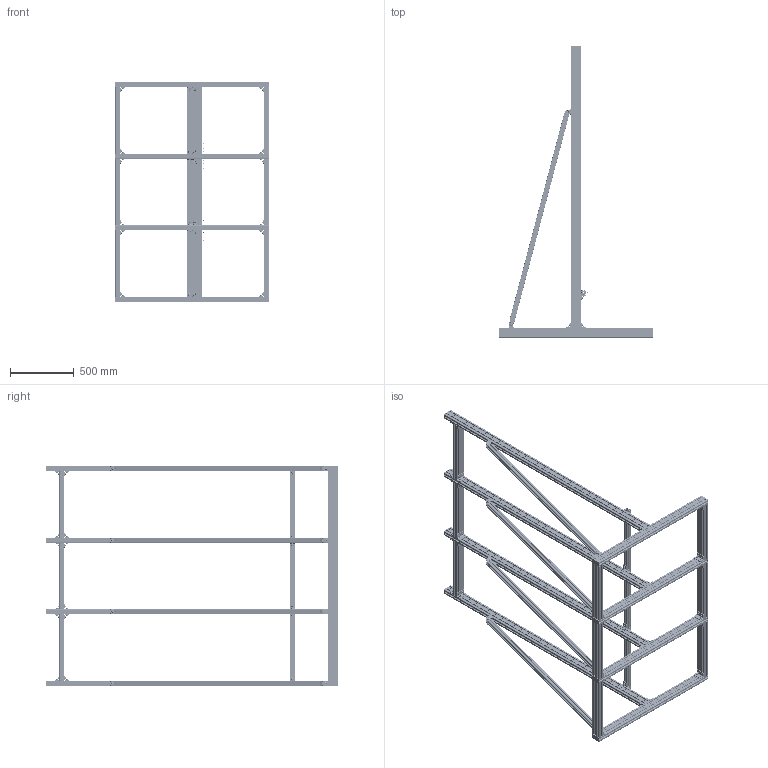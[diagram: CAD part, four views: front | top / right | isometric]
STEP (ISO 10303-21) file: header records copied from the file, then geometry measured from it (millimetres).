
FILE_DESCRIPTION (( 'STEP AP203' ), '1' );
FILE_NAME ('栺鍣罻.STEP', '2026-04-07T10:32:57', ( '' ), ( '' ), 'SwSTEP 2.0', 'SolidWorks 2021', '' );
FILE_SCHEMA (( 'CONFIG_CONTROL_DESIGN' ));
Length unit declared in the file: millimetre
Products named in the file (30): 栖闉罻3_1; Çåðêàëüíî îòðàçèòüAL-L4040.40; Çåðêàëüíî îòðàçèòüAL-2D09.A41A.01 Ãàéêà Ò-îáðàçíàÿ ïàç 10, Ì8; Êîïèÿ Äåòàëü1^Êîïèÿ Êîïèÿ AL-345.1300A.01-Øàðíèðíîå ñîåäèíåíèå 40õ40_Ñáîðêà2-1_-02; AL-2A11.A41A.01; Êîïèÿ Êîïèÿ AL-345.1300A.01-Øàðíèðíîå ñîåäèíåíèå 40õ40^Ñáîðêà2-1_-02; socket countersunk head screw_din_DIN 7991 - M5 x 10 --- 4.8N; 栺鍣罻; 40õ80 Ïðîôèëü_00; AL-PS-4040 Àëþìèíèåâûé êîíñòðóêöèîííûé ïðîôèëü 40õ40; Êîïèÿ Êîïèÿ AL-345.1300A.01-Øàðíèðíîå ñîåäèíåíèå 40õ40^Ñáîðêà2-1_-01; 40õ80 Ïðîôèëü_01; AL-2A01.C44A.01 ÑÁ (ñ ïðîôèëåì)_1; AL-375.0400A.01 Çàãëóøêà òîðöåâàÿ 40õ80; Çåðêàëüíî îòðàçèòüÑáîðêà232; Êîïèÿ Äåòàëü1^Êîïèÿ Êîïèÿ AL-345.1300A.01-Øàðíèðíîå ñîåäèíåíèå 40õ40_Ñáîðêà2-1_-01; Çåðêàëüíî îòðàçèòüÑáîðêà231; AL-2D09.A41A.01 Ãàéêà Ò-îáðàçíàÿ ïàç 10, Ì8_1; socket button head screw_iso_ISO 7380 - M8 x 12 - 12N; AL-L4040.40; AL-2D09.A41A.01 Ãàéêà Ò-îáðàçíàÿ ïàç 10, Ì8; 栖闉罻23; socket countersunk head screw_din_DIN 7991 - M5 x 10 --- 4.8N_1; Çåðêàëüíî îòðàçèòüÑáîðêà23; AL-L4080.40 40õ80L, 40 ñåðèÿ_1; AL-PS-4040 Àëþìèíèåâûé êîíñòðóêöèîííûé ïðîôèëü 40õ40_02; socket head cap screw fine_din_DIN 912 M8x1 x 16 --- 16N; AL-PS-4040 Àëþìèíèåâûé êîíñòðóêöèîííûé ïðîôèëü 40õ40_-3; 40õ80 Ïðîôèëü_-520; socket head cap screw_din_DIN 912 M8 x 16 --- 16N
Assembly tree (142 placements, depth 3):
  栺鍣罻
    40õ80 Ïðîôèëü_00  x4
    40õ80 Ïðîôèëü_01  x4
    AL-PS-4040 Àëþìèíèåâûé êîíñòðóêöèîííûé ïðîôèëü 40õ40_02
    栖闉罻23  x9
      AL-2D09.A41A.01 Ãàéêà Ò-îáðàçíàÿ ïàç 10, Ì8
      socket head cap screw fine_din_DIN 912 M8x1 x 16 --- 16N
      AL-L4040.40
    Êîïèÿ Êîïèÿ AL-345.1300A.01-Øàðíèðíîå ñîåäèíåíèå 40õ40^Ñáîðêà2-1_-02  x4
      Êîïèÿ Äåòàëü1^Êîïèÿ Êîïèÿ AL-345.1300A.01-Øàðíèðíîå ñîåäèíåíèå 40õ40_Ñáîðêà2-1_-02
      socket countersunk head screw_din_DIN 7991 - M5 x 10 --- 4.8N
    AL-PS-4040 Àëþìèíèåâûé êîíñòðóêöèîííûé ïðîôèëü 40õ40  x4
    Êîïèÿ Êîïèÿ AL-345.1300A.01-Øàðíèðíîå ñîåäèíåíèå 40õ40^Ñáîðêà2-1_-01  x4
      Êîïèÿ Äåòàëü1^Êîïèÿ Êîïèÿ AL-345.1300A.01-Øàðíèðíîå ñîåäèíåíèå 40õ40_Ñáîðêà2-1_-01
      socket countersunk head screw_din_DIN 7991 - M5 x 10 --- 4.8N_1
    AL-375.0400A.01 Çàãëóøêà òîðöåâàÿ 40õ80  x12
    socket button head screw_iso_ISO 7380 - M8 x 12 - 12N  x8
    AL-2A11.A41A.01  x8
    Çåðêàëüíî îòðàçèòüÑáîðêà23  x3
      Çåðêàëüíî îòðàçèòüAL-2D09.A41A.01 Ãàéêà Ò-îáðàçíàÿ ïàç 10, Ì8
      socket head cap screw fine_din_DIN 912 M8x1 x 16 --- 16N
      Çåðêàëüíî îòðàçèòüAL-L4040.40
    Çåðêàëüíî îòðàçèòüÑáîðêà231  x3
      Çåðêàëüíî îòðàçèòüAL-2D09.A41A.01 Ãàéêà Ò-îáðàçíàÿ ïàç 10, Ì8
      socket head cap screw fine_din_DIN 912 M8x1 x 16 --- 16N
      Çåðêàëüíî îòðàçèòüAL-L4040.40
    Çåðêàëüíî îòðàçèòüÑáîðêà232  x3
      Çåðêàëüíî îòðàçèòüAL-2D09.A41A.01 Ãàéêà Ò-îáðàçíàÿ ïàç 10, Ì8
      socket head cap screw fine_din_DIN 912 M8x1 x 16 --- 16N
      Çåðêàëüíî îòðàçèòüAL-L4040.40
    AL-PS-4040 Àëþìèíèåâûé êîíñòðóêöèîííûé ïðîôèëü 40õ40_-3  x2
    AL-2A01.C44A.01 ÑÁ (ñ ïðîôèëåì)_1  x3
    40õ80 Ïðîôèëü_-520  x9
    栖闉罻3_1  x24
      AL-L4080.40 40õ80L, 40 ñåðèÿ_1
      socket head cap screw_din_DIN 912 M8 x 16 --- 16N
      AL-2D09.A41A.01 Ãàéêà Ò-îáðàçíàÿ ïàç 10, Ì8_1
Bounding box: 1208 x 2284 x 1720.2 mm (x, y, z)
Volume: 23857360.6 mm3; surface area: 20600807 mm2
Topology: 390 solids, 447 shells, 26517 faces, 71062 edges, 45159 vertices
Faces by surface type: plane 17561, cylinder 5149, cone 2073, bspline 1174, torus 560
Entity records: 95858 total; most frequent: CARTESIAN_POINT 33266, ORIENTED_EDGE 12156, DIRECTION 11151, EDGE_CURVE 6161, LINE 4383, VECTOR 4383, VERTEX_POINT 3989, AXIS2_PLACEMENT_3D 3384
